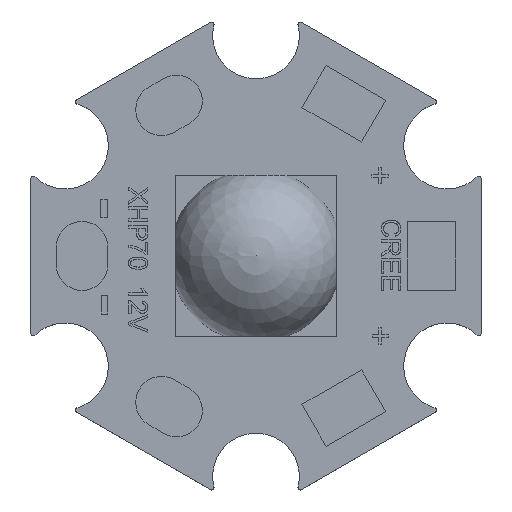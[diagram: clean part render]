
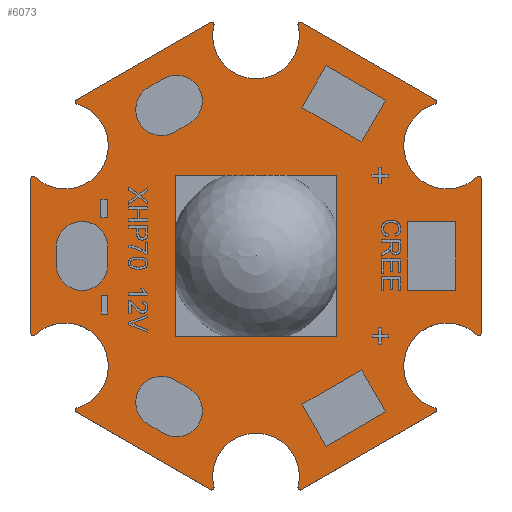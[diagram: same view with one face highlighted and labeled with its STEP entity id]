
A CAD part, top view. The second image highlights one B-rep face of the part: STEP entity #6073.
In plain terms, the highlighted planar face has unit normal (0, 0, 1).
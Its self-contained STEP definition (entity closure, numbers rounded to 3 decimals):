
#370=PLANE('',#6523);
#621=FACE_OUTER_BOUND('',#980,.T.);
#980=EDGE_LOOP('',(#4275,#4276,#4277,#4278,#4279,#4280,#4281,#4282,#4283,
#4284,#4285,#4286,#4287,#4288,#4289,#4290,#4291,#4292,#4293,#4294,#4295,
#4296,#4297,#4298));
#1332=LINE('',#8132,#1971);
#1335=LINE('',#8140,#1974);
#1341=LINE('',#8162,#1980);
#1351=LINE('',#8196,#1990);
#1354=LINE('',#8204,#1993);
#1355=LINE('',#8206,#1994);
#1971=VECTOR('',#6849,10.);
#1974=VECTOR('',#6858,10.);
#1980=VECTOR('',#6886,10.);
#1990=VECTOR('',#6926,10.);
#1993=VECTOR('',#6935,10.);
#1994=VECTOR('',#6938,10.);
#2598=CIRCLE('',#6463,0.1);
#2601=CIRCLE('',#6467,1.885);
#2618=CIRCLE('',#6486,0.1);
#2619=CIRCLE('',#6489,0.1);
#2620=CIRCLE('',#6492,0.1);
#2621=CIRCLE('',#6494,1.885);
#2622=CIRCLE('',#6496,0.1);
#2623=CIRCLE('',#6498,1.885);
#2624=CIRCLE('',#6500,0.1);
#2625=CIRCLE('',#6503,0.1);
#2626=CIRCLE('',#6505,1.885);
#2627=CIRCLE('',#6507,0.1);
#2628=CIRCLE('',#6509,0.1);
#2629=CIRCLE('',#6511,1.885);
#2630=CIRCLE('',#6513,0.1);
#2631=CIRCLE('',#6515,0.1);
#2632=CIRCLE('',#6518,0.1);
#2633=CIRCLE('',#6522,1.885);
#2656=VERTEX_POINT('',#8065);
#2657=VERTEX_POINT('',#8066);
#2661=VERTEX_POINT('',#8076);
#2683=VERTEX_POINT('',#8124);
#2684=VERTEX_POINT('',#8125);
#2685=VERTEX_POINT('',#8130);
#2686=VERTEX_POINT('',#8134);
#2687=VERTEX_POINT('',#8138);
#2688=VERTEX_POINT('',#8142);
#2689=VERTEX_POINT('',#8148);
#2690=VERTEX_POINT('',#8149);
#2691=VERTEX_POINT('',#8154);
#2692=VERTEX_POINT('',#8158);
#2693=VERTEX_POINT('',#8164);
#2694=VERTEX_POINT('',#8165);
#2695=VERTEX_POINT('',#8170);
#2696=VERTEX_POINT('',#8174);
#2697=VERTEX_POINT('',#8178);
#2698=VERTEX_POINT('',#8179);
#2699=VERTEX_POINT('',#8184);
#2700=VERTEX_POINT('',#8190);
#2701=VERTEX_POINT('',#8191);
#2702=VERTEX_POINT('',#8198);
#2703=VERTEX_POINT('',#8199);
#3256=EDGE_CURVE('',#2656,#2657,#2598,.T.);
#3262=EDGE_CURVE('',#2656,#2661,#2601,.T.);
#3285=EDGE_CURVE('',#2683,#2684,#2618,.T.);
#3289=EDGE_CURVE('',#2683,#2685,#1332,.T.);
#3290=EDGE_CURVE('',#2686,#2661,#2619,.T.);
#3293=EDGE_CURVE('',#2686,#2687,#1335,.T.);
#3294=EDGE_CURVE('',#2688,#2687,#2620,.T.);
#3296=EDGE_CURVE('',#2688,#2684,#2621,.T.);
#3297=EDGE_CURVE('',#2689,#2690,#2622,.T.);
#3301=EDGE_CURVE('',#2689,#2691,#2623,.T.);
#3302=EDGE_CURVE('',#2692,#2691,#2624,.T.);
#3304=EDGE_CURVE('',#2692,#2657,#1341,.T.);
#3305=EDGE_CURVE('',#2693,#2694,#2625,.T.);
#3308=EDGE_CURVE('',#2695,#2694,#2626,.T.);
#3310=EDGE_CURVE('',#2695,#2696,#2627,.T.);
#3312=EDGE_CURVE('',#2697,#2698,#2628,.T.);
#3315=EDGE_CURVE('',#2699,#2698,#2629,.T.);
#3317=EDGE_CURVE('',#2699,#2685,#2630,.T.);
#3318=EDGE_CURVE('',#2700,#2701,#2631,.T.);
#3321=EDGE_CURVE('',#2700,#2696,#1351,.T.);
#3322=EDGE_CURVE('',#2702,#2703,#2632,.T.);
#3325=EDGE_CURVE('',#2697,#2703,#1354,.T.);
#3326=EDGE_CURVE('',#2693,#2690,#1355,.T.);
#3327=EDGE_CURVE('',#2702,#2701,#2633,.T.);
#4275=ORIENTED_EDGE('',*,*,#3256,.F.);
#4276=ORIENTED_EDGE('',*,*,#3262,.T.);
#4277=ORIENTED_EDGE('',*,*,#3290,.F.);
#4278=ORIENTED_EDGE('',*,*,#3293,.T.);
#4279=ORIENTED_EDGE('',*,*,#3294,.F.);
#4280=ORIENTED_EDGE('',*,*,#3296,.T.);
#4281=ORIENTED_EDGE('',*,*,#3285,.F.);
#4282=ORIENTED_EDGE('',*,*,#3289,.T.);
#4283=ORIENTED_EDGE('',*,*,#3317,.F.);
#4284=ORIENTED_EDGE('',*,*,#3315,.T.);
#4285=ORIENTED_EDGE('',*,*,#3312,.F.);
#4286=ORIENTED_EDGE('',*,*,#3325,.T.);
#4287=ORIENTED_EDGE('',*,*,#3322,.F.);
#4288=ORIENTED_EDGE('',*,*,#3327,.T.);
#4289=ORIENTED_EDGE('',*,*,#3318,.F.);
#4290=ORIENTED_EDGE('',*,*,#3321,.T.);
#4291=ORIENTED_EDGE('',*,*,#3310,.F.);
#4292=ORIENTED_EDGE('',*,*,#3308,.T.);
#4293=ORIENTED_EDGE('',*,*,#3305,.F.);
#4294=ORIENTED_EDGE('',*,*,#3326,.T.);
#4295=ORIENTED_EDGE('',*,*,#3297,.F.);
#4296=ORIENTED_EDGE('',*,*,#3301,.T.);
#4297=ORIENTED_EDGE('',*,*,#3302,.F.);
#4298=ORIENTED_EDGE('',*,*,#3304,.T.);
#6073=ADVANCED_FACE('',(#621),#370,.T.);
#6463=AXIS2_PLACEMENT_3D('',#8067,#6787,#6788);
#6467=AXIS2_PLACEMENT_3D('',#8078,#6798,#6799);
#6486=AXIS2_PLACEMENT_3D('',#8126,#6842,#6843);
#6489=AXIS2_PLACEMENT_3D('',#8135,#6852,#6853);
#6492=AXIS2_PLACEMENT_3D('',#8143,#6861,#6862);
#6494=AXIS2_PLACEMENT_3D('',#8146,#6866,#6867);
#6496=AXIS2_PLACEMENT_3D('',#8150,#6870,#6871);
#6498=AXIS2_PLACEMENT_3D('',#8156,#6877,#6878);
#6500=AXIS2_PLACEMENT_3D('',#8159,#6881,#6882);
#6503=AXIS2_PLACEMENT_3D('',#8166,#6889,#6890);
#6505=AXIS2_PLACEMENT_3D('',#8171,#6895,#6896);
#6507=AXIS2_PLACEMENT_3D('',#8175,#6900,#6901);
#6509=AXIS2_PLACEMENT_3D('',#8180,#6905,#6906);
#6511=AXIS2_PLACEMENT_3D('',#8185,#6911,#6912);
#6513=AXIS2_PLACEMENT_3D('',#8188,#6916,#6917);
#6515=AXIS2_PLACEMENT_3D('',#8192,#6920,#6921);
#6518=AXIS2_PLACEMENT_3D('',#8200,#6929,#6930);
#6522=AXIS2_PLACEMENT_3D('',#8208,#6941,#6942);
#6523=AXIS2_PLACEMENT_3D('',#8209,#6943,#6944);
#6787=DIRECTION('center_axis',(0.,0.,-1.));
#6788=DIRECTION('ref_axis',(0.992,0.123,0.));
#6798=DIRECTION('center_axis',(0.,0.,-1.));
#6799=DIRECTION('ref_axis',(0.786,0.619,0.));
#6842=DIRECTION('center_axis',(0.,0.,-1.));
#6843=DIRECTION('ref_axis',(0.992,-0.123,0.));
#6849=DIRECTION('',(-0.866,0.5,0.));
#6852=DIRECTION('center_axis',(0.,0.,-1.));
#6853=DIRECTION('ref_axis',(0.39,-0.921,0.));
#6858=DIRECTION('',(0.,1.,0.));
#6861=DIRECTION('center_axis',(0.,0.,-1.));
#6862=DIRECTION('ref_axis',(0.39,0.921,0.));
#6866=DIRECTION('center_axis',(0.,0.,-1.));
#6867=DIRECTION('ref_axis',(-0.143,0.99,0.));
#6870=DIRECTION('center_axis',(0.,0.,-1.));
#6871=DIRECTION('ref_axis',(0.602,-0.798,0.));
#6877=DIRECTION('center_axis',(0.,0.,-1.));
#6878=DIRECTION('ref_axis',(0.929,-0.371,0.));
#6881=DIRECTION('center_axis',(0.,0.,-1.));
#6882=DIRECTION('ref_axis',(-0.602,-0.798,0.));
#6886=DIRECTION('',(0.866,0.5,0.));
#6889=DIRECTION('center_axis',(0.,0.,-1.));
#6890=DIRECTION('ref_axis',(-0.992,0.123,0.));
#6895=DIRECTION('center_axis',(0.,0.,-1.));
#6896=DIRECTION('ref_axis',(0.143,-0.99,0.));
#6900=DIRECTION('center_axis',(0.,0.,-1.));
#6901=DIRECTION('ref_axis',(-0.39,-0.921,0.));
#6905=DIRECTION('center_axis',(0.,0.,-1.));
#6906=DIRECTION('ref_axis',(0.602,0.798,0.));
#6911=DIRECTION('center_axis',(0.,0.,-1.));
#6912=DIRECTION('ref_axis',(-0.929,0.371,0.));
#6916=DIRECTION('center_axis',(0.,0.,-1.));
#6917=DIRECTION('ref_axis',(-0.602,0.798,0.));
#6920=DIRECTION('center_axis',(0.,0.,-1.));
#6921=DIRECTION('ref_axis',(-0.39,0.921,0.));
#6926=DIRECTION('',(0.,-1.,0.));
#6929=DIRECTION('center_axis',(0.,0.,-1.));
#6930=DIRECTION('ref_axis',(-0.992,-0.123,0.));
#6935=DIRECTION('',(-0.866,-0.5,0.));
#6938=DIRECTION('',(0.866,-0.5,0.));
#6941=DIRECTION('center_axis',(0.,0.,-1.));
#6942=DIRECTION('ref_axis',(-0.786,-0.619,0.));
#6943=DIRECTION('center_axis',(0.,0.,1.));
#6944=DIRECTION('ref_axis',(1.,0.,0.));
#8065=CARTESIAN_POINT('',(7.792,-6.61,1.64));
#8066=CARTESIAN_POINT('',(7.815,-6.792,1.64));
#8067=CARTESIAN_POINT('Origin',(7.765,-6.706,1.64));
#8076=CARTESIAN_POINT('',(9.62,-3.444,1.64));
#8078=CARTESIAN_POINT('Origin',(8.309,-4.797,1.64));
#8124=CARTESIAN_POINT('',(7.815,6.792,1.64));
#8125=CARTESIAN_POINT('',(7.792,6.61,1.64));
#8126=CARTESIAN_POINT('Origin',(7.765,6.706,1.64));
#8130=CARTESIAN_POINT('',(1.975,10.164,1.64));
#8132=CARTESIAN_POINT('',(8.04,6.663,1.64));
#8134=CARTESIAN_POINT('',(9.79,-3.372,1.64));
#8135=CARTESIAN_POINT('Origin',(9.69,-3.372,1.64));
#8138=CARTESIAN_POINT('',(9.79,3.372,1.64));
#8140=CARTESIAN_POINT('',(9.79,-3.632,1.64));
#8142=CARTESIAN_POINT('',(9.62,3.444,1.64));
#8143=CARTESIAN_POINT('Origin',(9.69,3.372,1.64));
#8146=CARTESIAN_POINT('Origin',(8.309,4.797,1.64));
#8148=CARTESIAN_POINT('',(-1.828,-10.053,1.64));
#8149=CARTESIAN_POINT('',(-1.975,-10.164,1.64));
#8150=CARTESIAN_POINT('Origin',(-1.925,-10.078,1.64));
#8154=CARTESIAN_POINT('',(1.828,-10.053,1.64));
#8156=CARTESIAN_POINT('Origin',(0.,-9.595,
1.64));
#8158=CARTESIAN_POINT('',(1.975,-10.164,1.64));
#8159=CARTESIAN_POINT('Origin',(1.925,-10.078,1.64));
#8162=CARTESIAN_POINT('',(1.75,-10.294,1.64));
#8164=CARTESIAN_POINT('',(-7.815,-6.792,1.64));
#8165=CARTESIAN_POINT('',(-7.792,-6.61,1.64));
#8166=CARTESIAN_POINT('Origin',(-7.765,-6.706,1.64));
#8170=CARTESIAN_POINT('',(-9.62,-3.444,1.64));
#8171=CARTESIAN_POINT('Origin',(-8.309,-4.797,1.64));
#8174=CARTESIAN_POINT('',(-9.79,-3.372,1.64));
#8175=CARTESIAN_POINT('Origin',(-9.69,-3.372,1.64));
#8178=CARTESIAN_POINT('',(-1.975,10.164,1.64));
#8179=CARTESIAN_POINT('',(-1.828,10.053,1.64));
#8180=CARTESIAN_POINT('Origin',(-1.925,10.078,1.64));
#8184=CARTESIAN_POINT('',(1.828,10.053,1.64));
#8185=CARTESIAN_POINT('Origin',(0.,9.595,1.64));
#8188=CARTESIAN_POINT('Origin',(1.925,10.078,1.64));
#8190=CARTESIAN_POINT('',(-9.79,3.372,1.64));
#8191=CARTESIAN_POINT('',(-9.62,3.444,1.64));
#8192=CARTESIAN_POINT('Origin',(-9.69,3.372,1.64));
#8196=CARTESIAN_POINT('',(-9.79,3.632,1.64));
#8198=CARTESIAN_POINT('',(-7.792,6.61,1.64));
#8199=CARTESIAN_POINT('',(-7.815,6.792,1.64));
#8200=CARTESIAN_POINT('Origin',(-7.765,6.706,1.64));
#8204=CARTESIAN_POINT('',(-1.75,10.294,1.64));
#8206=CARTESIAN_POINT('',(-8.04,-6.663,1.64));
#8208=CARTESIAN_POINT('Origin',(-8.309,4.797,1.64));
#8209=CARTESIAN_POINT('Origin',(0.,0.,1.64));
